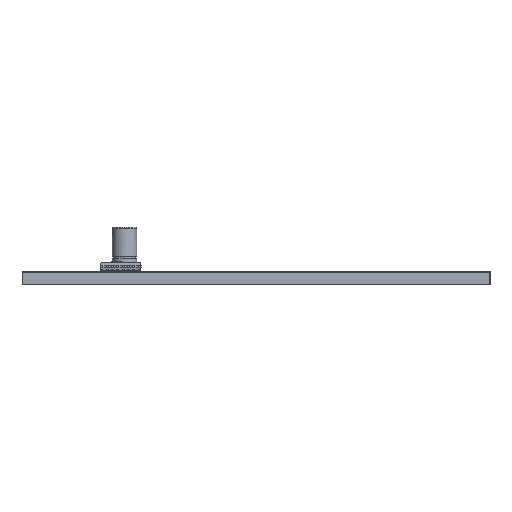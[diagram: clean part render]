
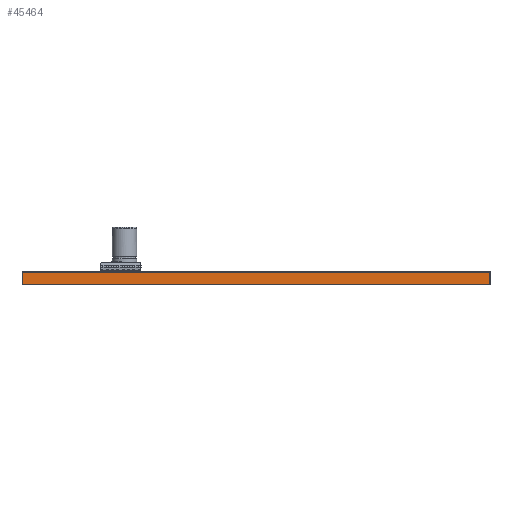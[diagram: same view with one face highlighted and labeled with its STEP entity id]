
A CAD part, left-side view. The second image highlights one B-rep face of the part: STEP entity #45464.
In plain terms, the highlighted planar face has unit normal (-1, 0, 0).
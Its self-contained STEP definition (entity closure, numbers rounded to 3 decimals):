
#45408 = VERTEX_POINT('',#45409);
#45409 = CARTESIAN_POINT('',(-32.,-28.5,1.51));
#45415 = EDGE_CURVE('',#45416,#45408,#45418,.T.);
#45416 = VERTEX_POINT('',#45417);
#45417 = CARTESIAN_POINT('',(-32.,-28.5,0.));
#45418 = LINE('',#45419,#45420);
#45419 = CARTESIAN_POINT('',(-32.,-28.5,0.));
#45420 = VECTOR('',#45421,1.);
#45421 = DIRECTION('',(0.,0.,1.));
#45464 = ADVANCED_FACE('',(#45465),#45490,.T.);
#45465 = FACE_BOUND('',#45466,.T.);
#45466 = EDGE_LOOP('',(#45467,#45468,#45476,#45484));
#45467 = ORIENTED_EDGE('',*,*,#45415,.T.);
#45468 = ORIENTED_EDGE('',*,*,#45469,.T.);
#45469 = EDGE_CURVE('',#45408,#45470,#45472,.T.);
#45470 = VERTEX_POINT('',#45471);
#45471 = CARTESIAN_POINT('',(-32.,28.5,1.51));
#45472 = LINE('',#45473,#45474);
#45473 = CARTESIAN_POINT('',(-32.,-28.5,1.51));
#45474 = VECTOR('',#45475,1.);
#45475 = DIRECTION('',(0.,1.,0.));
#45476 = ORIENTED_EDGE('',*,*,#45477,.F.);
#45477 = EDGE_CURVE('',#45478,#45470,#45480,.T.);
#45478 = VERTEX_POINT('',#45479);
#45479 = CARTESIAN_POINT('',(-32.,28.5,0.));
#45480 = LINE('',#45481,#45482);
#45481 = CARTESIAN_POINT('',(-32.,28.5,0.));
#45482 = VECTOR('',#45483,1.);
#45483 = DIRECTION('',(0.,0.,1.));
#45484 = ORIENTED_EDGE('',*,*,#45485,.F.);
#45485 = EDGE_CURVE('',#45416,#45478,#45486,.T.);
#45486 = LINE('',#45487,#45488);
#45487 = CARTESIAN_POINT('',(-32.,-28.5,0.));
#45488 = VECTOR('',#45489,1.);
#45489 = DIRECTION('',(0.,1.,0.));
#45490 = PLANE('',#45491);
#45491 = AXIS2_PLACEMENT_3D('',#45492,#45493,#45494);
#45492 = CARTESIAN_POINT('',(-32.,-28.5,0.));
#45493 = DIRECTION('',(-1.,0.,0.));
#45494 = DIRECTION('',(0.,1.,0.));
